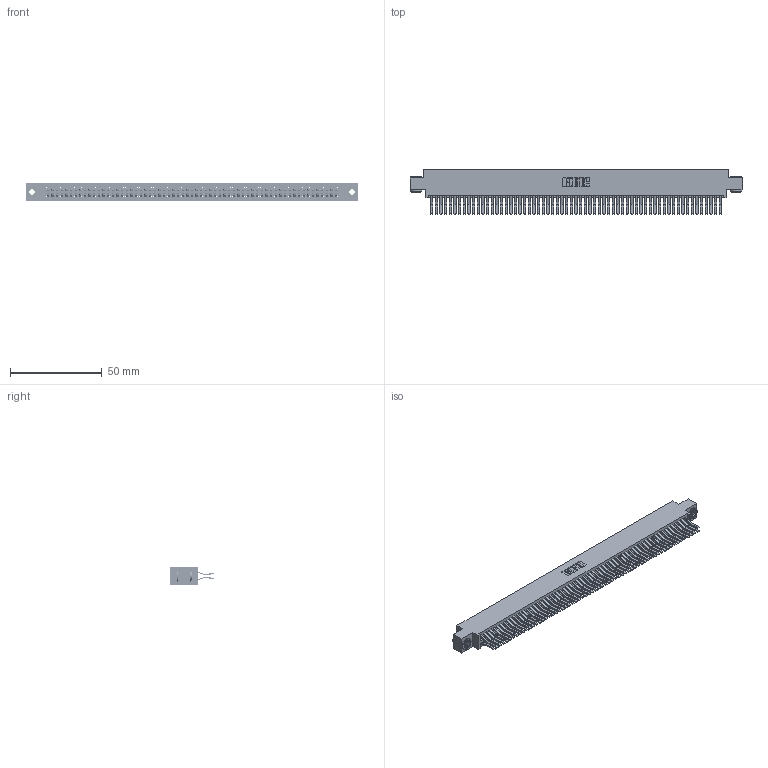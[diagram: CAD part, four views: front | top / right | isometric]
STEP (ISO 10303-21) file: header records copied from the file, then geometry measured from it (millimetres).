
FILE_DESCRIPTION (( 'STEP AP203' ), '1' );
FILE_NAME ('395-126-560-803.STEP', '2019-10-28T17:24:23', ( '' ), ( '' ), 'SwSTEP 2.0', 'SolidWorks 2016', '' );
FILE_SCHEMA (( 'CONFIG_CONTROL_DESIGN' ));
Length unit declared in the file: inch
Products named in the file (4): 345-292-001_560 Tail; 345-250-002_345-250-002-102; 395-126-560-803; 345 Part_0.170 Offset - 0.156 Dia-TH
Assembly tree (129 placements, depth 2):
  395-126-560-803
    345 Part_0.170 Offset - 0.156 Dia-TH
    345-292-001_560 Tail  x126
    345-250-002_345-250-002-102  x2
Bounding box: 181.23 x 24.45 x 9.4 mm (x, y, z)
Volume: 18531.6 mm3; surface area: 30272 mm2
Topology: 129 solids, 129 shells, 6720 faces, 19959 edges, 13134 vertices
Faces by surface type: plane 4252, cylinder 2460, cone 8
Entity records: 47474 total; most frequent: CARTESIAN_POINT 7915, ORIENTED_EDGE 7842, DIRECTION 6987, EDGE_CURVE 3921, VECTOR 3509, LINE 3509, VERTEX_POINT 2610, AXIS2_PLACEMENT_3D 1739
